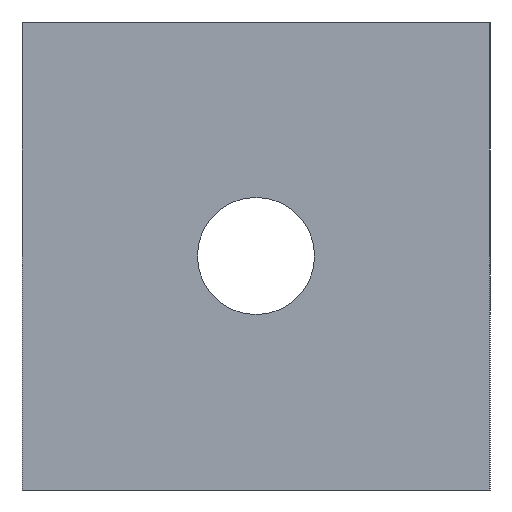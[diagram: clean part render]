
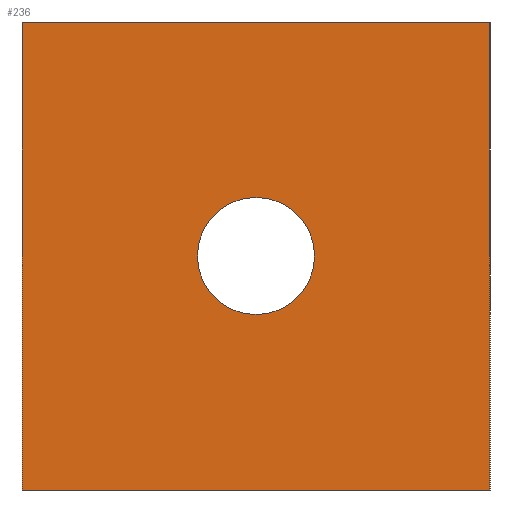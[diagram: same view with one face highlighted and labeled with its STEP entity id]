
A CAD part, left-side view. The second image highlights one B-rep face of the part: STEP entity #236.
In plain terms, the highlighted planar face has unit normal (-1, 0, 0).
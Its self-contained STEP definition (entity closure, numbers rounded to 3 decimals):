
#17=FACE_BOUND('',#53,.T.);
#23=PLANE('',#278);
#36=FACE_OUTER_BOUND('',#52,.T.);
#52=EDGE_LOOP('',(#183,#184,#185,#186));
#53=EDGE_LOOP('',(#187));
#69=LINE('',#383,#88);
#73=LINE('',#391,#92);
#74=LINE('',#393,#93);
#75=LINE('',#394,#94);
#88=VECTOR('',#323,10.);
#92=VECTOR('',#329,10.);
#93=VECTOR('',#330,10.);
#94=VECTOR('',#331,10.);
#104=CIRCLE('',#269,2.5);
#112=VERTEX_POINT('',#362);
#118=VERTEX_POINT('',#380);
#119=VERTEX_POINT('',#382);
#122=VERTEX_POINT('',#390);
#123=VERTEX_POINT('',#392);
#132=EDGE_CURVE('',#112,#112,#104,.T.);
#141=EDGE_CURVE('',#118,#119,#69,.T.);
#145=EDGE_CURVE('',#122,#118,#73,.T.);
#146=EDGE_CURVE('',#123,#122,#74,.T.);
#147=EDGE_CURVE('',#119,#123,#75,.T.);
#183=ORIENTED_EDGE('',*,*,#145,.F.);
#184=ORIENTED_EDGE('',*,*,#146,.F.);
#185=ORIENTED_EDGE('',*,*,#147,.F.);
#186=ORIENTED_EDGE('',*,*,#141,.F.);
#187=ORIENTED_EDGE('',*,*,#132,.T.);
#236=ADVANCED_FACE('',(#36,#17),#23,.T.);
#269=AXIS2_PLACEMENT_3D('',#363,#301,#302);
#278=AXIS2_PLACEMENT_3D('',#389,#327,#328);
#301=DIRECTION('center_axis',(1.,0.,0.));
#302=DIRECTION('ref_axis',(0.,0.,-1.));
#323=DIRECTION('',(0.,1.,0.));
#327=DIRECTION('center_axis',(-1.,0.,0.));
#328=DIRECTION('ref_axis',(0.,-1.,0.));
#329=DIRECTION('',(0.,0.,-1.));
#330=DIRECTION('',(0.,-1.,0.));
#331=DIRECTION('',(0.,0.,1.));
#362=CARTESIAN_POINT('',(0.,10.,2.5));
#363=CARTESIAN_POINT('Origin',(0.,10.,0.));
#380=CARTESIAN_POINT('',(0.,0.,-10.));
#382=CARTESIAN_POINT('',(0.,20.,-10.));
#383=CARTESIAN_POINT('',(0.,20.,-10.));
#389=CARTESIAN_POINT('Origin',(0.,20.,0.));
#390=CARTESIAN_POINT('',(0.,0.,10.));
#391=CARTESIAN_POINT('',(0.,0.,0.));
#392=CARTESIAN_POINT('',(0.,20.,10.));
#393=CARTESIAN_POINT('',(0.,20.,10.));
#394=CARTESIAN_POINT('',(0.,20.,0.));
